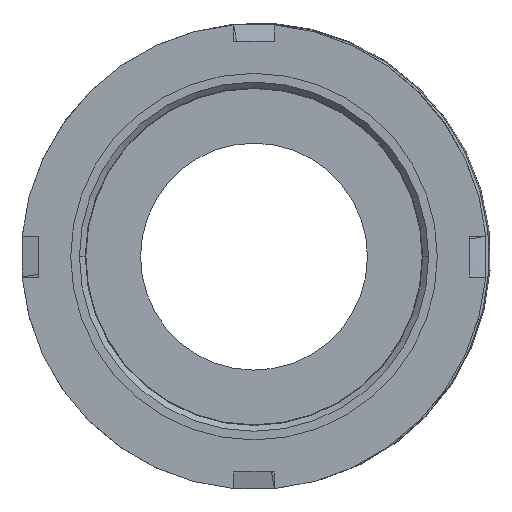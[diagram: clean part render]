
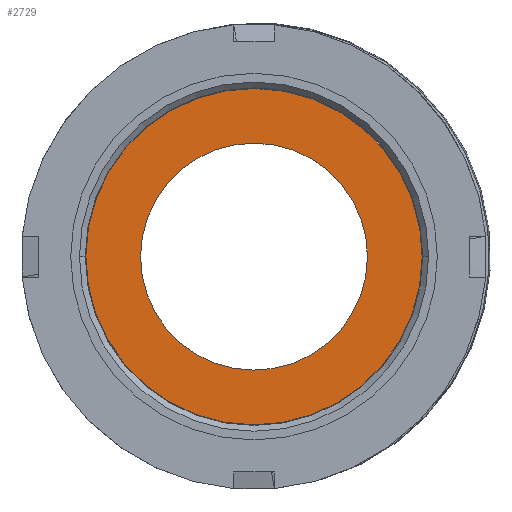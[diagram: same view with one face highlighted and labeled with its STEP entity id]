
A CAD part, front view. The second image highlights one B-rep face of the part: STEP entity #2729.
In plain terms, the highlighted planar face has unit normal (0, -1, 0).
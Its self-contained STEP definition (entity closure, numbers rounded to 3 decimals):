
#418 = EDGE_CURVE ( 'NONE', #974, #2319, #1673, .T. ) ;
#427 = CARTESIAN_POINT ( 'NONE',  ( 0., 21.868, 0. ) ) ;
#523 = ORIENTED_EDGE ( 'NONE', *, *, #3173, .T. ) ;
#556 = DIRECTION ( 'NONE',  ( 0., 1., 0. ) ) ;
#644 = CARTESIAN_POINT ( 'NONE',  ( 19.5, 21.868, 0. ) ) ;
#677 = CIRCLE ( 'NONE', #3865, 19.5 ) ;
#720 = DIRECTION ( 'NONE',  ( -1., 0., 0. ) ) ;
#825 = CARTESIAN_POINT ( 'NONE',  ( 28.9, 21.868, 0. ) ) ;
#974 = VERTEX_POINT ( 'NONE', #825 ) ;
#978 = DIRECTION ( 'NONE',  ( 0., 1., 0. ) ) ;
#1094 = CIRCLE ( 'NONE', #1829, 19.5 ) ;
#1143 = DIRECTION ( 'NONE',  ( -1., 0., 0. ) ) ;
#1632 = EDGE_CURVE ( 'NONE', #2319, #974, #2769, .T. ) ;
#1665 = CARTESIAN_POINT ( 'NONE',  ( 0., 21.868, 0. ) ) ;
#1673 = CIRCLE ( 'NONE', #3858, 28.9 ) ;
#1829 = AXIS2_PLACEMENT_3D ( 'NONE', #3908, #978, #3257 ) ;
#1985 = CARTESIAN_POINT ( 'NONE',  ( -28.9, 21.868, 0. ) ) ;
#1996 = DIRECTION ( 'NONE',  ( -1., 0., 0. ) ) ;
#1997 = VERTEX_POINT ( 'NONE', #3422 ) ;
#2259 = ORIENTED_EDGE ( 'NONE', *, *, #418, .F. ) ;
#2272 = AXIS2_PLACEMENT_3D ( 'NONE', #3870, #3543, #3887 ) ;
#2286 = EDGE_CURVE ( 'NONE', #3953, #1997, #1094, .T. ) ;
#2319 = VERTEX_POINT ( 'NONE', #1985 ) ;
#2416 = FACE_BOUND ( 'NONE', #3592, .T. ) ;
#2700 = DIRECTION ( 'NONE',  ( 0., 1., 0. ) ) ;
#2729 = ADVANCED_FACE ( 'NONE', ( #2860, #2416 ), #3079, .F. ) ;
#2769 = CIRCLE ( 'NONE', #2272, 28.9 ) ;
#2860 = FACE_OUTER_BOUND ( 'NONE', #2922, .T. ) ;
#2922 = EDGE_LOOP ( 'NONE', ( #3436, #2259 ) ) ;
#2939 = DIRECTION ( 'NONE',  ( 0., 1., 0. ) ) ;
#3079 = PLANE ( 'NONE',  #3471 ) ;
#3173 = EDGE_CURVE ( 'NONE', #1997, #3953, #677, .T. ) ;
#3257 = DIRECTION ( 'NONE',  ( -1., 0., 0. ) ) ;
#3320 = ORIENTED_EDGE ( 'NONE', *, *, #2286, .T. ) ;
#3422 = CARTESIAN_POINT ( 'NONE',  ( -19.5, 21.868, 0. ) ) ;
#3436 = ORIENTED_EDGE ( 'NONE', *, *, #1632, .F. ) ;
#3471 = AXIS2_PLACEMENT_3D ( 'NONE', #4142, #556, #1143 ) ;
#3543 = DIRECTION ( 'NONE',  ( 0., 1., 0. ) ) ;
#3592 = EDGE_LOOP ( 'NONE', ( #523, #3320 ) ) ;
#3858 = AXIS2_PLACEMENT_3D ( 'NONE', #427, #2700, #720 ) ;
#3865 = AXIS2_PLACEMENT_3D ( 'NONE', #1665, #2939, #1996 ) ;
#3870 = CARTESIAN_POINT ( 'NONE',  ( 0., 21.868, 0. ) ) ;
#3887 = DIRECTION ( 'NONE',  ( -1., 0., 0. ) ) ;
#3908 = CARTESIAN_POINT ( 'NONE',  ( 0., 21.868, 0. ) ) ;
#3953 = VERTEX_POINT ( 'NONE', #644 ) ;
#4142 = CARTESIAN_POINT ( 'NONE',  ( 19.5, 21.868, 0. ) ) ;
